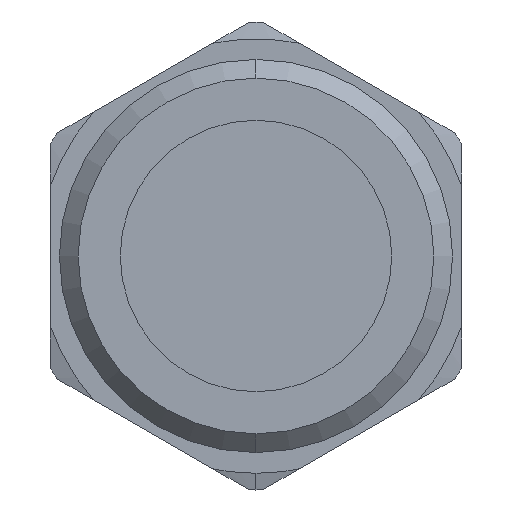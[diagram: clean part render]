
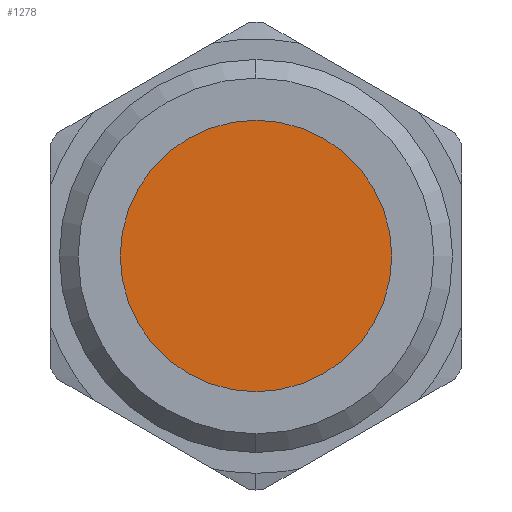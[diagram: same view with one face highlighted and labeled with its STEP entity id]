
A CAD part, left-side view. The second image highlights one B-rep face of the part: STEP entity #1278.
In plain terms, the highlighted planar face has unit normal (-1, 0, 0).
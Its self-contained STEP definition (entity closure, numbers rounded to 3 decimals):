
#78 = ORIENTED_EDGE ( 'NONE', *, *, #1094, .T. ) ;
#139 = DIRECTION ( 'NONE',  ( -1., 0., 0. ) ) ;
#278 = EDGE_LOOP ( 'NONE', ( #78, #669 ) ) ;
#324 = PLANE ( 'NONE',  #1165 ) ;
#373 = DIRECTION ( 'NONE',  ( 0., 0., 1. ) ) ;
#441 = EDGE_CURVE ( 'NONE', #1360, #646, #1241, .T. ) ;
#553 = FACE_OUTER_BOUND ( 'NONE', #278, .T. ) ;
#599 = CIRCLE ( 'NONE', #1396, 7.25 ) ;
#646 = VERTEX_POINT ( 'NONE', #861 ) ;
#669 = ORIENTED_EDGE ( 'NONE', *, *, #441, .T. ) ;
#802 = DIRECTION ( 'NONE',  ( 0., 0., 1. ) ) ;
#861 = CARTESIAN_POINT ( 'NONE',  ( 10., 0., 7.25 ) ) ;
#926 = AXIS2_PLACEMENT_3D ( 'NONE', #1287, #1166, #802 ) ;
#1094 = EDGE_CURVE ( 'NONE', #646, #1360, #599, .T. ) ;
#1121 = CARTESIAN_POINT ( 'NONE',  ( 10., 0., -7.25 ) ) ;
#1128 = DIRECTION ( 'NONE',  ( 0., 0., -1. ) ) ;
#1165 = AXIS2_PLACEMENT_3D ( 'NONE', #1356, #1462, #1128 ) ;
#1166 = DIRECTION ( 'NONE',  ( -1., 0., 0. ) ) ;
#1241 = CIRCLE ( 'NONE', #926, 7.25 ) ;
#1278 = ADVANCED_FACE ( 'NONE', ( #553 ), #324, .F. ) ;
#1286 = CARTESIAN_POINT ( 'NONE',  ( 10., 0., 0. ) ) ;
#1287 = CARTESIAN_POINT ( 'NONE',  ( 10., 0., 0. ) ) ;
#1356 = CARTESIAN_POINT ( 'NONE',  ( 10., 7.25, 0. ) ) ;
#1360 = VERTEX_POINT ( 'NONE', #1121 ) ;
#1396 = AXIS2_PLACEMENT_3D ( 'NONE', #1286, #139, #373 ) ;
#1462 = DIRECTION ( 'NONE',  ( 1., 0., 0. ) ) ;
